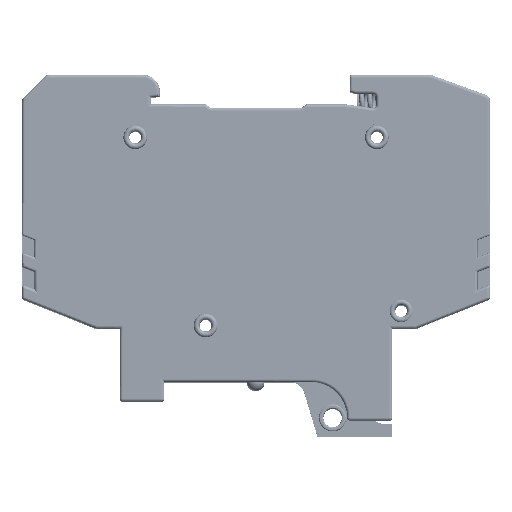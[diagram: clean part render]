
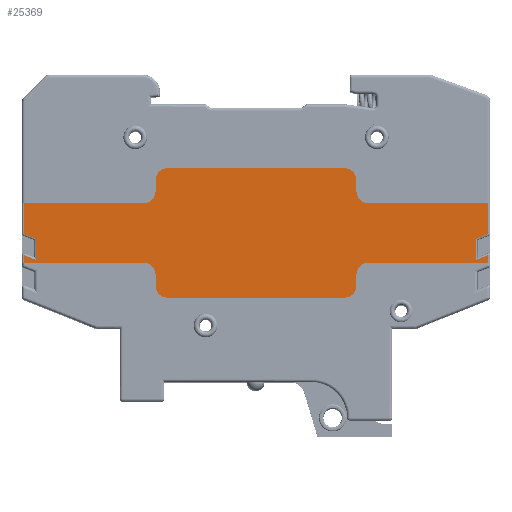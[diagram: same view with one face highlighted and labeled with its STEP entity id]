
A CAD part, top view. The second image highlights one B-rep face of the part: STEP entity #25369.
In plain terms, the highlighted planar face has unit normal (0, 0, 1).
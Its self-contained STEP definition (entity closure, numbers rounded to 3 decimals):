
#2805=FACE_OUTER_BOUND('',#32613,.T.);
#8738=LINE('',#145726,#16309);
#9180=LINE('',#147135,#16752);
#9181=LINE('',#147138,#16753);
#9182=LINE('',#147140,#16754);
#9183=LINE('',#147144,#16755);
#9184=LINE('',#147148,#16756);
#9185=LINE('',#147152,#16757);
#9186=LINE('',#147156,#16758);
#9187=LINE('',#147158,#16759);
#9188=LINE('',#147160,#16760);
#9189=LINE('',#147162,#16761);
#9190=LINE('',#147164,#16762);
#9191=LINE('',#147166,#16763);
#9192=LINE('',#147169,#16764);
#9193=LINE('',#147173,#16765);
#9194=LINE('',#147177,#16766);
#9195=LINE('',#147181,#16767);
#9196=LINE('',#147183,#16768);
#9197=LINE('',#147185,#16769);
#9198=LINE('',#147187,#16770);
#16309=VECTOR('',#100621,1.);
#16752=VECTOR('',#101816,1.);
#16753=VECTOR('',#101817,1.);
#16754=VECTOR('',#101818,1.);
#16755=VECTOR('',#101821,1.);
#16756=VECTOR('',#101824,1.);
#16757=VECTOR('',#101827,1.);
#16758=VECTOR('',#101830,1.);
#16759=VECTOR('',#101831,1.);
#16760=VECTOR('',#101832,1.);
#16761=VECTOR('',#101833,1.);
#16762=VECTOR('',#101834,1.);
#16763=VECTOR('',#101835,1.);
#16764=VECTOR('',#101838,1.);
#16765=VECTOR('',#101841,1.);
#16766=VECTOR('',#101844,1.);
#16767=VECTOR('',#101847,1.);
#16768=VECTOR('',#101848,1.);
#16769=VECTOR('',#101849,1.);
#16770=VECTOR('',#101850,1.);
#22036=PLANE('',#85815);
#25369=ADVANCED_FACE('',(#2805),#22036,.F.);
#32613=EDGE_LOOP('',(#46697,#46698,#46699,#46700,#46701,#46702,#46703,#46704,
#46705,#46706,#46707,#46708,#46709,#46710,#46711,#46712,#46713,#46714,#46715,
#46716,#46717,#46718,#46719,#46720,#46721,#46722,#46723,#46724));
#46697=ORIENTED_EDGE('',*,*,#72447,.T.);
#46698=ORIENTED_EDGE('',*,*,#72448,.T.);
#46699=ORIENTED_EDGE('',*,*,#72449,.T.);
#46700=ORIENTED_EDGE('',*,*,#72450,.T.);
#46701=ORIENTED_EDGE('',*,*,#72451,.T.);
#46702=ORIENTED_EDGE('',*,*,#72452,.T.);
#46703=ORIENTED_EDGE('',*,*,#72453,.T.);
#46704=ORIENTED_EDGE('',*,*,#72454,.T.);
#46705=ORIENTED_EDGE('',*,*,#72455,.T.);
#46706=ORIENTED_EDGE('',*,*,#72456,.T.);
#46707=ORIENTED_EDGE('',*,*,#72457,.T.);
#46708=ORIENTED_EDGE('',*,*,#72458,.T.);
#46709=ORIENTED_EDGE('',*,*,#72459,.T.);
#46710=ORIENTED_EDGE('',*,*,#72460,.T.);
#46711=ORIENTED_EDGE('',*,*,#72461,.T.);
#46712=ORIENTED_EDGE('',*,*,#72462,.T.);
#46713=ORIENTED_EDGE('',*,*,#71816,.T.);
#46714=ORIENTED_EDGE('',*,*,#72463,.T.);
#46715=ORIENTED_EDGE('',*,*,#72464,.T.);
#46716=ORIENTED_EDGE('',*,*,#72465,.T.);
#46717=ORIENTED_EDGE('',*,*,#72466,.T.);
#46718=ORIENTED_EDGE('',*,*,#72467,.T.);
#46719=ORIENTED_EDGE('',*,*,#72468,.T.);
#46720=ORIENTED_EDGE('',*,*,#72469,.T.);
#46721=ORIENTED_EDGE('',*,*,#72470,.T.);
#46722=ORIENTED_EDGE('',*,*,#72471,.T.);
#46723=ORIENTED_EDGE('',*,*,#72472,.T.);
#46724=ORIENTED_EDGE('',*,*,#72473,.T.);
#62383=VERTEX_POINT('',#145718);
#62387=VERTEX_POINT('',#145725);
#62807=VERTEX_POINT('',#147136);
#62808=VERTEX_POINT('',#147137);
#62809=VERTEX_POINT('',#147139);
#62810=VERTEX_POINT('',#147141);
#62811=VERTEX_POINT('',#147143);
#62812=VERTEX_POINT('',#147145);
#62813=VERTEX_POINT('',#147147);
#62814=VERTEX_POINT('',#147149);
#62815=VERTEX_POINT('',#147151);
#62816=VERTEX_POINT('',#147153);
#62817=VERTEX_POINT('',#147155);
#62818=VERTEX_POINT('',#147157);
#62819=VERTEX_POINT('',#147159);
#62820=VERTEX_POINT('',#147161);
#62821=VERTEX_POINT('',#147163);
#62822=VERTEX_POINT('',#147165);
#62823=VERTEX_POINT('',#147168);
#62824=VERTEX_POINT('',#147170);
#62825=VERTEX_POINT('',#147172);
#62826=VERTEX_POINT('',#147174);
#62827=VERTEX_POINT('',#147176);
#62828=VERTEX_POINT('',#147178);
#62829=VERTEX_POINT('',#147180);
#62830=VERTEX_POINT('',#147182);
#62831=VERTEX_POINT('',#147184);
#62832=VERTEX_POINT('',#147186);
#71816=EDGE_CURVE('',#62383,#62387,#8738,.T.);
#72447=EDGE_CURVE('',#62807,#62808,#9180,.T.);
#72448=EDGE_CURVE('',#62808,#62809,#9181,.T.);
#72449=EDGE_CURVE('',#62809,#62810,#9182,.T.);
#72450=EDGE_CURVE('',#62810,#62811,#80080,.T.);
#72451=EDGE_CURVE('',#62811,#62812,#9183,.T.);
#72452=EDGE_CURVE('',#62812,#62813,#80081,.T.);
#72453=EDGE_CURVE('',#62813,#62814,#9184,.T.);
#72454=EDGE_CURVE('',#62814,#62815,#80082,.T.);
#72455=EDGE_CURVE('',#62815,#62816,#9185,.T.);
#72456=EDGE_CURVE('',#62816,#62817,#80083,.T.);
#72457=EDGE_CURVE('',#62817,#62818,#9186,.T.);
#72458=EDGE_CURVE('',#62818,#62819,#9187,.T.);
#72459=EDGE_CURVE('',#62819,#62820,#9188,.T.);
#72460=EDGE_CURVE('',#62820,#62821,#9189,.T.);
#72461=EDGE_CURVE('',#62821,#62822,#9190,.T.);
#72462=EDGE_CURVE('',#62822,#62383,#9191,.T.);
#72463=EDGE_CURVE('',#62387,#62823,#80084,.T.);
#72464=EDGE_CURVE('',#62823,#62824,#9192,.T.);
#72465=EDGE_CURVE('',#62824,#62825,#80085,.T.);
#72466=EDGE_CURVE('',#62825,#62826,#9193,.T.);
#72467=EDGE_CURVE('',#62826,#62827,#80086,.T.);
#72468=EDGE_CURVE('',#62827,#62828,#9194,.T.);
#72469=EDGE_CURVE('',#62828,#62829,#80087,.T.);
#72470=EDGE_CURVE('',#62829,#62830,#9195,.T.);
#72471=EDGE_CURVE('',#62830,#62831,#9196,.T.);
#72472=EDGE_CURVE('',#62831,#62832,#9197,.T.);
#72473=EDGE_CURVE('',#62832,#62807,#9198,.T.);
#80080=CIRCLE('',#85807,2.);
#80081=CIRCLE('',#85808,2.);
#80082=CIRCLE('',#85809,2.);
#80083=CIRCLE('',#85810,2.);
#80084=CIRCLE('',#85811,2.);
#80085=CIRCLE('',#85812,2.);
#80086=CIRCLE('',#85813,2.);
#80087=CIRCLE('',#85814,2.);
#85807=AXIS2_PLACEMENT_3D('',#147142,#101819,#101820);
#85808=AXIS2_PLACEMENT_3D('',#147146,#101822,#101823);
#85809=AXIS2_PLACEMENT_3D('',#147150,#101825,#101826);
#85810=AXIS2_PLACEMENT_3D('',#147154,#101828,#101829);
#85811=AXIS2_PLACEMENT_3D('',#147167,#101836,#101837);
#85812=AXIS2_PLACEMENT_3D('',#147171,#101839,#101840);
#85813=AXIS2_PLACEMENT_3D('',#147175,#101842,#101843);
#85814=AXIS2_PLACEMENT_3D('',#147179,#101845,#101846);
#85815=AXIS2_PLACEMENT_3D('',#147188,#101851,#101852);
#100621=DIRECTION('',(-1.,0.,0.));
#101816=DIRECTION('',(-0.929,0.37,0.));
#101817=DIRECTION('',(0.,-1.,0.));
#101818=DIRECTION('',(1.,0.,0.));
#101819=DIRECTION('',(0.,0.,-1.));
#101820=DIRECTION('',(1.,0.,0.));
#101821=DIRECTION('',(0.,-1.,0.));
#101822=DIRECTION('',(0.,0.,1.));
#101823=DIRECTION('',(1.,0.,0.));
#101824=DIRECTION('',(1.,0.,0.));
#101825=DIRECTION('',(0.,0.,1.));
#101826=DIRECTION('',(1.,0.,0.));
#101827=DIRECTION('',(0.,1.,0.));
#101828=DIRECTION('',(0.,0.,-1.));
#101829=DIRECTION('',(1.,0.,0.));
#101830=DIRECTION('',(1.,0.,0.));
#101831=DIRECTION('',(0.,1.,0.));
#101832=DIRECTION('',(-0.929,-0.37,0.));
#101833=DIRECTION('',(0.,1.,0.));
#101834=DIRECTION('',(0.929,0.37,0.));
#101835=DIRECTION('',(0.,1.,0.));
#101836=DIRECTION('',(0.,0.,-1.));
#101837=DIRECTION('',(1.,0.,0.));
#101838=DIRECTION('',(0.,1.,0.));
#101839=DIRECTION('',(0.,0.,1.));
#101840=DIRECTION('',(1.,0.,0.));
#101841=DIRECTION('',(-1.,0.,0.));
#101842=DIRECTION('',(0.,0.,1.));
#101843=DIRECTION('',(1.,0.,0.));
#101844=DIRECTION('',(0.,-1.,0.));
#101845=DIRECTION('',(0.,0.,-1.));
#101846=DIRECTION('',(1.,0.,0.));
#101847=DIRECTION('',(-1.,0.,0.));
#101848=DIRECTION('',(0.,-1.,0.));
#101849=DIRECTION('',(0.929,-0.37,0.));
#101850=DIRECTION('',(0.,-1.,0.));
#101851=DIRECTION('',(0.,0.,-1.));
#101852=DIRECTION('',(-1.,0.,0.));
#145718=CARTESIAN_POINT('',(1091.404,-864.162,555.781));
#145725=CARTESIAN_POINT('',(1071.204,-864.162,555.781));
#145726=CARTESIAN_POINT('',(1064.779,-864.162,555.781));
#147135=CARTESIAN_POINT('',(1012.743,-872.73,555.781));
#147136=CARTESIAN_POINT('',(1015.254,-873.73,555.781));
#147137=CARTESIAN_POINT('',(1013.154,-872.894,555.781));
#147138=CARTESIAN_POINT('',(1013.154,-869.162,555.781));
#147139=CARTESIAN_POINT('',(1013.154,-874.162,555.781));
#147140=CARTESIAN_POINT('',(1052.279,-874.162,555.781));
#147141=CARTESIAN_POINT('',(1033.354,-874.162,555.781));
#147142=CARTESIAN_POINT('',(1033.354,-876.162,555.781));
#147143=CARTESIAN_POINT('',(1035.354,-876.162,555.781));
#147144=CARTESIAN_POINT('',(1035.354,-903.459,555.781));
#147145=CARTESIAN_POINT('',(1035.354,-878.062,555.781));
#147146=CARTESIAN_POINT('',(1037.354,-878.062,555.781));
#147147=CARTESIAN_POINT('',(1037.354,-880.062,555.781));
#147148=CARTESIAN_POINT('',(1052.279,-880.062,555.781));
#147149=CARTESIAN_POINT('',(1067.204,-880.062,555.781));
#147150=CARTESIAN_POINT('',(1067.204,-878.062,555.781));
#147151=CARTESIAN_POINT('',(1069.204,-878.062,555.781));
#147152=CARTESIAN_POINT('',(1069.204,-903.459,555.781));
#147153=CARTESIAN_POINT('',(1069.204,-876.162,555.781));
#147154=CARTESIAN_POINT('',(1071.204,-876.162,555.781));
#147155=CARTESIAN_POINT('',(1071.204,-874.162,555.781));
#147156=CARTESIAN_POINT('',(1052.279,-874.162,555.781));
#147157=CARTESIAN_POINT('',(1091.404,-874.162,555.781));
#147158=CARTESIAN_POINT('',(1091.404,-872.451,555.781));
#147159=CARTESIAN_POINT('',(1091.404,-872.894,555.781));
#147160=CARTESIAN_POINT('',(1089.715,-873.567,555.781));
#147161=CARTESIAN_POINT('',(1089.304,-873.73,555.781));
#147162=CARTESIAN_POINT('',(1089.304,-869.162,555.781));
#147163=CARTESIAN_POINT('',(1089.304,-870.178,555.781));
#147164=CARTESIAN_POINT('',(1057.7,-882.769,555.781));
#147165=CARTESIAN_POINT('',(1091.404,-869.341,555.781));
#147166=CARTESIAN_POINT('',(1091.404,-864.162,555.781));
#147167=CARTESIAN_POINT('',(1071.204,-862.162,555.781));
#147168=CARTESIAN_POINT('',(1069.204,-862.162,555.781));
#147169=CARTESIAN_POINT('',(1069.204,-903.459,555.781));
#147170=CARTESIAN_POINT('',(1069.204,-860.262,555.781));
#147171=CARTESIAN_POINT('',(1067.204,-860.262,555.781));
#147172=CARTESIAN_POINT('',(1067.204,-858.262,555.781));
#147173=CARTESIAN_POINT('',(1052.279,-858.262,555.781));
#147174=CARTESIAN_POINT('',(1037.354,-858.262,555.781));
#147175=CARTESIAN_POINT('',(1037.354,-860.262,555.781));
#147176=CARTESIAN_POINT('',(1035.354,-860.262,555.781));
#147177=CARTESIAN_POINT('',(1035.354,-903.459,555.781));
#147178=CARTESIAN_POINT('',(1035.354,-862.162,555.781));
#147179=CARTESIAN_POINT('',(1033.354,-862.162,555.781));
#147180=CARTESIAN_POINT('',(1033.354,-864.162,555.781));
#147181=CARTESIAN_POINT('',(1064.779,-864.162,555.781));
#147182=CARTESIAN_POINT('',(1013.154,-864.162,555.781));
#147183=CARTESIAN_POINT('',(1013.154,-869.162,555.781));
#147184=CARTESIAN_POINT('',(1013.154,-869.341,555.781));
#147185=CARTESIAN_POINT('',(1046.858,-882.769,555.781));
#147186=CARTESIAN_POINT('',(1015.254,-870.178,555.781));
#147187=CARTESIAN_POINT('',(1015.254,-869.162,555.781));
#147188=CARTESIAN_POINT('',(1052.279,-869.162,555.781));
